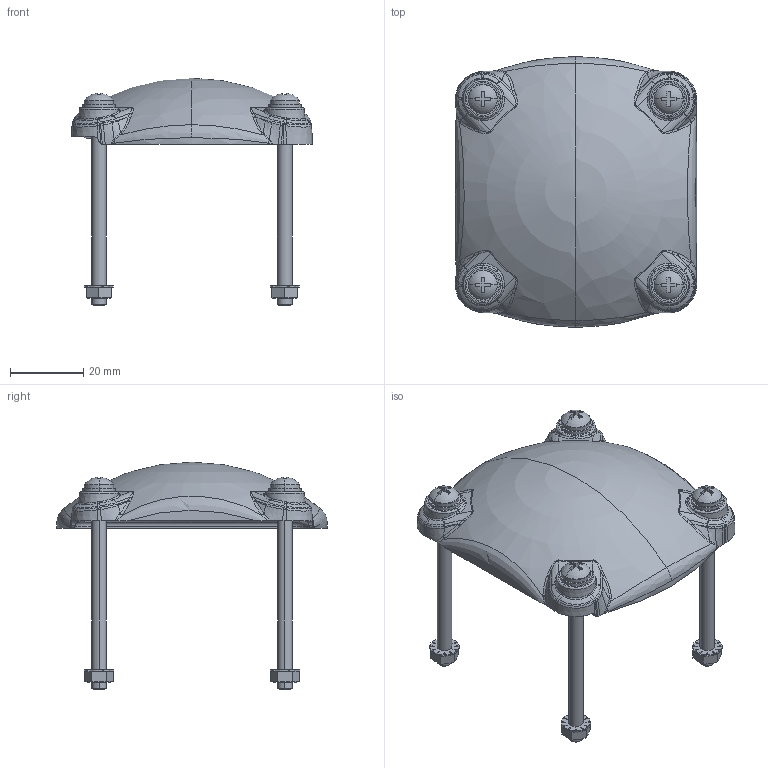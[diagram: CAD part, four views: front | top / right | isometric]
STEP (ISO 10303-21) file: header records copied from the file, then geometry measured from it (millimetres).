
FILE_DESCRIPTION((''),'2;1');
FILE_NAME('214313_ASM','2019-10-10T08:00:16',('pdmadmin'),('BANNER ENGINEERING'),'CREO PARAMETRIC BY PTC INC, 2018300','CREO PARAMETRIC BY PTC INC, 2018300','');
FILE_SCHEMA(('CONFIG_CONTROL_DESIGN'));
Length unit declared in the file: millimetre
Products named in the file (6): 212278; 116726; 115556; 213889; 213890; 214313_ASM
Assembly tree (14 placements, depth 2):
  214313_ASM
    212278
    116726
    115556  x4
    213889  x4
    213890  x4
Bounding box: 65.9 x 74.05 x 62.16 mm (x, y, z)
Volume: 27706.5 mm3; surface area: 19570.9 mm2
Topology: 14 solids, 14 shells, 843 faces, 2041 edges, 1226 vertices
Faces by surface type: plane 354, bspline 322, cone 50, cylinder 49, torus 36, sphere 32
Entity records: 29185 total; most frequent: CARTESIAN_POINT 18920, ORIENTED_EDGE 2514, DIRECTION 1537, EDGE_CURVE 1257, VERTEX_POINT 740, AXIS2_PLACEMENT_3D 626, B_SPLINE_CURVE_WITH_KNOTS 572, EDGE_LOOP 543
